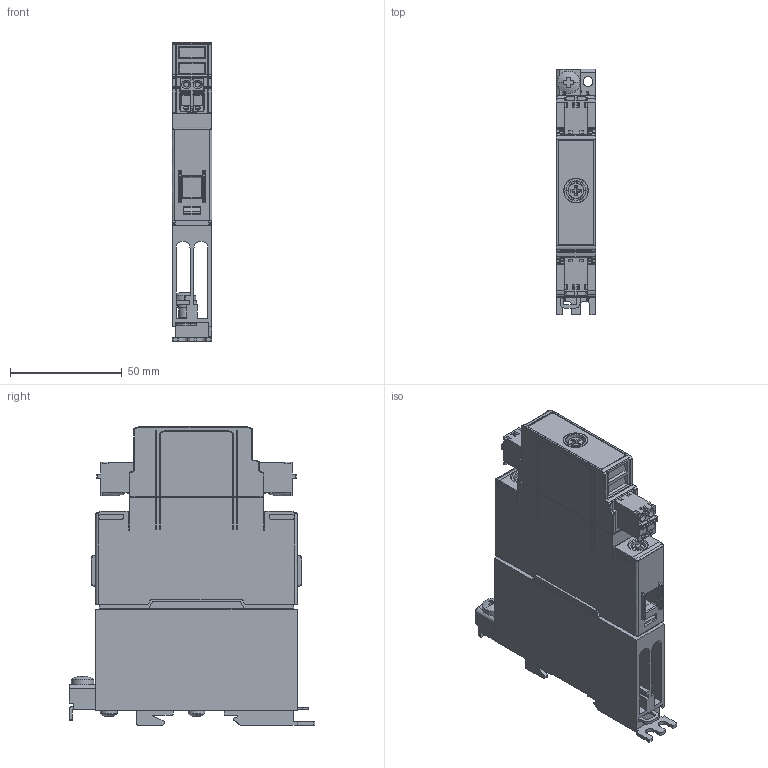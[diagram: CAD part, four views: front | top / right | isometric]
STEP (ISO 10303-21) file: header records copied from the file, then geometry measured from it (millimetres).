
FILE_DESCRIPTION((''),'2;1');
FILE_NAME('CGI1368-00.stp','2017-08-22T10:24:03',(''),(''),'Mechanical Desktop 2011','Mechanical Desktop 2011',', , ');
FILE_SCHEMA(('AUTOMOTIVE_DESIGN { 1 2 10303 214 1 1 1 1 }'));
Length unit declared in the file: millimetre
Products named in the file (2): Product; CGI1368-00
Bounding box: 17.8 x 110 x 133.5 mm (x, y, z)
Volume: 144935.3 mm3; surface area: 52631.6 mm2
Topology: 1 solids, 1 shells, 1399 faces, 3898 edges, 2497 vertices
Faces by surface type: bspline 615, plane 433, cylinder 252, sphere 60, cone 22, torus 17
Entity records: 53312 total; most frequent: CARTESIAN_POINT 18836, ORIENTED_EDGE 7736, DIRECTION 6428, EDGE_CURVE 3868, VECTOR 2568, LINE 2568, VERTEX_POINT 2497, AXIS2_PLACEMENT_3D 1930
